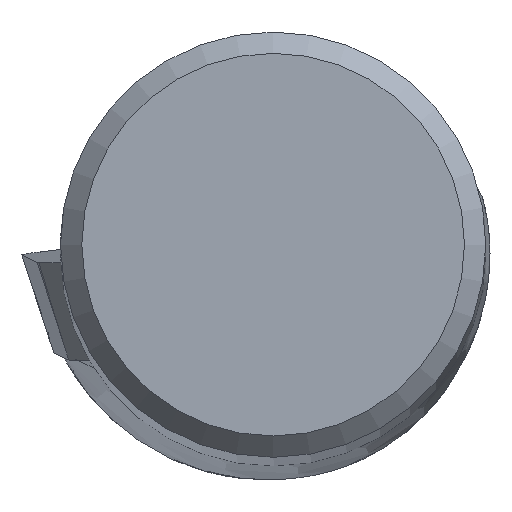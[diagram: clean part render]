
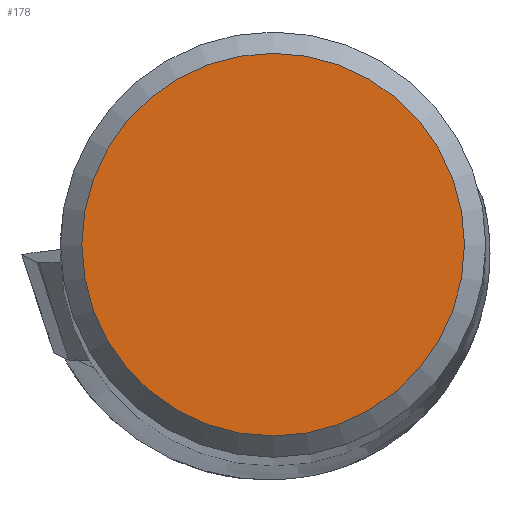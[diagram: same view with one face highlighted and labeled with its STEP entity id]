
A CAD part, top view. The second image highlights one B-rep face of the part: STEP entity #178.
In plain terms, the highlighted planar face has unit normal (0, 0, 1).
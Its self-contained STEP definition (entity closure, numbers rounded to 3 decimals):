
#138=FACE_OUTER_BOUND('',#263,.T.);
#178=ADVANCED_FACE('',(#138),#205,.T.);
#205=PLANE('',#909);
#263=EDGE_LOOP('',(#406));
#298=CIRCLE('',#908,4.494);
#406=ORIENTED_EDGE('',*,*,#631,.T.);
#547=VERTEX_POINT('',#1411);
#631=EDGE_CURVE('',#547,#547,#298,.T.);
#908=AXIS2_PLACEMENT_3D('',#1410,#1062,#1063);
#909=AXIS2_PLACEMENT_3D('',#1412,#1064,#1065);
#1062=DIRECTION('',(0.,0.,1.));
#1063=DIRECTION('',(1.,0.,0.));
#1064=DIRECTION('',(0.,0.,1.));
#1065=DIRECTION('',(1.,0.,0.));
#1410=CARTESIAN_POINT('',(0.,0.,0.));
#1411=CARTESIAN_POINT('',(4.494,0.,0.));
#1412=CARTESIAN_POINT('',(0.,0.,
0.));
